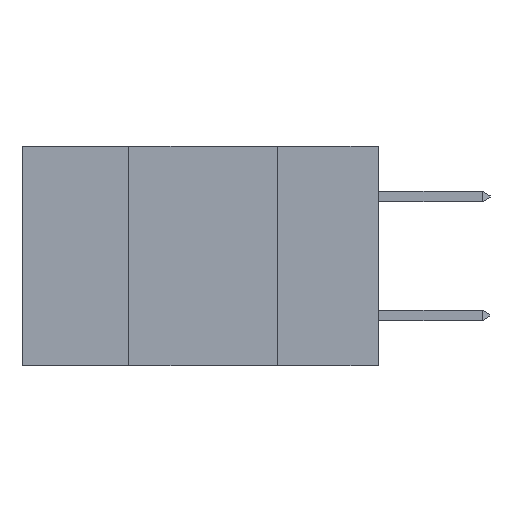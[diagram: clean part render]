
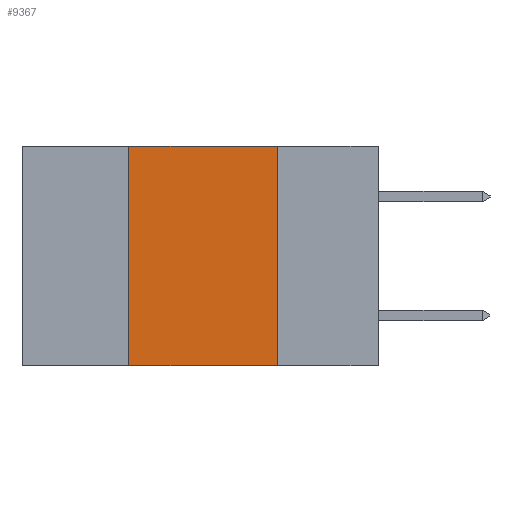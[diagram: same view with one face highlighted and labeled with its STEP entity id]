
A CAD part, left-side view. The second image highlights one B-rep face of the part: STEP entity #9367.
In plain terms, the highlighted planar face has unit normal (-1, 0, 0).
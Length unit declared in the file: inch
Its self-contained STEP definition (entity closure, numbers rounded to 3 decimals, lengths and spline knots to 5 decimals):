
#843 = ORIENTED_EDGE ( 'NONE', *, *, #9667, .F. ) ;
#1701 = EDGE_CURVE ( 'NONE', #12416, #2880, #9849, .T. ) ;
#1983 = EDGE_LOOP ( 'NONE', ( #2825, #843, #5379, #8886 ) ) ;
#1999 = VECTOR ( 'NONE', #3913, 39.37008 ) ;
#2493 = LINE ( 'NONE', #7258, #14007 ) ;
#2825 = ORIENTED_EDGE ( 'NONE', *, *, #4148, .F. ) ;
#2880 = VERTEX_POINT ( 'NONE', #4787 ) ;
#3012 = CARTESIAN_POINT ( 'NONE',  ( 0., 0.17, -0.37 ) ) ;
#3376 = CARTESIAN_POINT ( 'NONE',  ( 0., 0.6, 0. ) ) ;
#3805 = VERTEX_POINT ( 'NONE', #5647 ) ;
#3913 = DIRECTION ( 'NONE',  ( 0., -1., 0. ) ) ;
#4148 = EDGE_CURVE ( 'NONE', #3805, #9938, #12559, .T. ) ;
#4572 = CARTESIAN_POINT ( 'NONE',  ( 0., 0.42, 0. ) ) ;
#4787 = CARTESIAN_POINT ( 'NONE',  ( 0., 0.42, 0. ) ) ;
#5379 = ORIENTED_EDGE ( 'NONE', *, *, #1701, .F. ) ;
#5492 = LINE ( 'NONE', #3376, #1999 ) ;
#5647 = CARTESIAN_POINT ( 'NONE',  ( 0., 0.17, 0. ) ) ;
#6249 = AXIS2_PLACEMENT_3D ( 'NONE', #14611, #12909, #13254 ) ;
#6466 = EDGE_CURVE ( 'NONE', #12416, #9938, #2493, .T. ) ;
#6723 = VECTOR ( 'NONE', #10489, 39.37008 ) ;
#7258 = CARTESIAN_POINT ( 'NONE',  ( 0., 0.6, -0.37 ) ) ;
#7277 = DIRECTION ( 'NONE',  ( 0., -1., 0. ) ) ;
#7445 = DIRECTION ( 'NONE',  ( 0., 0., 1. ) ) ;
#8886 = ORIENTED_EDGE ( 'NONE', *, *, #6466, .T. ) ;
#9156 = FACE_OUTER_BOUND ( 'NONE', #1983, .T. ) ;
#9367 = ADVANCED_FACE ( 'NONE', ( #9156 ), #10572, .F. ) ;
#9667 = EDGE_CURVE ( 'NONE', #2880, #3805, #5492, .T. ) ;
#9849 = LINE ( 'NONE', #4572, #12288 ) ;
#9938 = VERTEX_POINT ( 'NONE', #3012 ) ;
#10489 = DIRECTION ( 'NONE',  ( 0., 0., -1. ) ) ;
#10572 = PLANE ( 'NONE',  #6249 ) ;
#11125 = CARTESIAN_POINT ( 'NONE',  ( 0., 0.17, 0. ) ) ;
#11862 = CARTESIAN_POINT ( 'NONE',  ( 0., 0.42, -0.37 ) ) ;
#12288 = VECTOR ( 'NONE', #7445, 39.37008 ) ;
#12416 = VERTEX_POINT ( 'NONE', #11862 ) ;
#12559 = LINE ( 'NONE', #11125, #6723 ) ;
#12909 = DIRECTION ( 'NONE',  ( 1., 0., 0. ) ) ;
#13254 = DIRECTION ( 'NONE',  ( 0., 0., -1. ) ) ;
#14007 = VECTOR ( 'NONE', #7277, 39.37008 ) ;
#14611 = CARTESIAN_POINT ( 'NONE',  ( 0., 0.6, 0. ) ) ;
